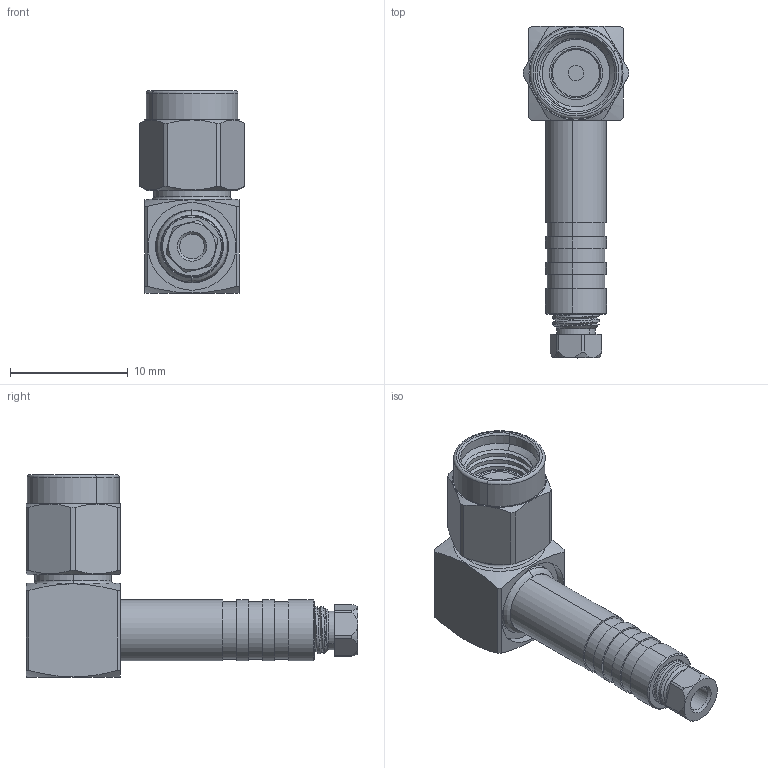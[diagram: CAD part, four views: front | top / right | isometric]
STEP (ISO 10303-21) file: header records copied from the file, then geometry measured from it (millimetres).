
FILE_DESCRIPTION (( 'STEP AP214' ), '1' );
FILE_NAME ('31-112-J3-AA.STEP', '2026-02-23T12:08:38', ( '' ), ( '' ), 'SwSTEP 2.0', 'SolidWorks 2025', '' );
FILE_SCHEMA (( 'AUTOMOTIVE_DESIGN' ));
Length unit declared in the file: millimetre
Products named in the file (1): 31-112-J3-AA
Bounding box: 9 x 28.2 x 17.25 mm (x, y, z)
Surface area: 1196.5 mm2 (no closed solid volume)
Topology: 0 solids, 7 shells, 197 faces, 641 edges, 462 vertices
Faces by surface type: cone 72, cylinder 63, plane 52, bspline 6, torus 4
Entity records: 8666 total; most frequent: CARTESIAN_POINT 3461, DIRECTION 1035, ORIENTED_EDGE 1023, EDGE_CURVE 641, VERTEX_POINT 462, AXIS2_PLACEMENT_3D 434, CIRCLE 242, EDGE_LOOP 215
